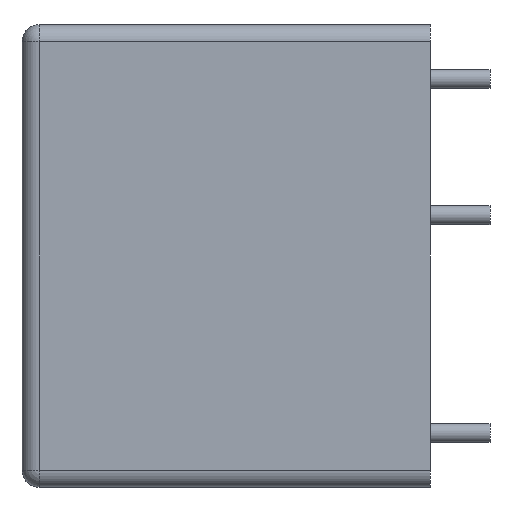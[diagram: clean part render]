
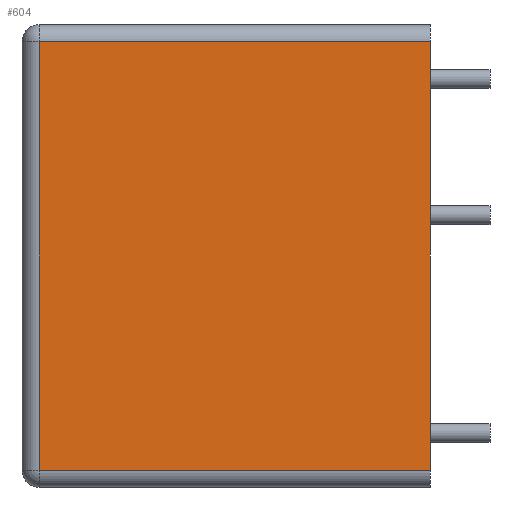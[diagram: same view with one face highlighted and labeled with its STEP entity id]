
A CAD part, left-side view. The second image highlights one B-rep face of the part: STEP entity #604.
In plain terms, the highlighted planar face has unit normal (-1, 0, 0).
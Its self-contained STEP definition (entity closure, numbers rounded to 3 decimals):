
#68 = PLANE ( 'NONE',  #288 ) ;
#85 = CARTESIAN_POINT ( 'NONE',  ( -26.2, 24., 12.6 ) ) ;
#158 = LINE ( 'NONE', #85, #1030 ) ;
#165 = EDGE_CURVE ( 'NONE', #665, #520, #158, .T. ) ;
#226 = DIRECTION ( 'NONE',  ( 0., 0., -1. ) ) ;
#245 = ORIENTED_EDGE ( 'NONE', *, *, #165, .F. ) ;
#288 = AXIS2_PLACEMENT_3D ( 'NONE', #472, #1066, #548 ) ;
#295 = CARTESIAN_POINT ( 'NONE',  ( -26.2, 0., 12.6 ) ) ;
#309 = CARTESIAN_POINT ( 'NONE',  ( -26.2, 0., -12.6 ) ) ;
#340 = CARTESIAN_POINT ( 'NONE',  ( -26.2, 0., -12.6 ) ) ;
#376 = EDGE_CURVE ( 'NONE', #665, #605, #419, .T. ) ;
#400 = CARTESIAN_POINT ( 'NONE',  ( -26.2, 24., -12.6 ) ) ;
#406 = EDGE_CURVE ( 'NONE', #605, #844, #845, .T. ) ;
#419 = LINE ( 'NONE', #646, #1071 ) ;
#472 = CARTESIAN_POINT ( 'NONE',  ( -26.2, 24., -12.6 ) ) ;
#477 = CARTESIAN_POINT ( 'NONE',  ( -26.2, 23., 12.6 ) ) ;
#520 = VERTEX_POINT ( 'NONE', #295 ) ;
#548 = DIRECTION ( 'NONE',  ( 0., 0., -1. ) ) ;
#557 = DIRECTION ( 'NONE',  ( 0., -1., 0. ) ) ;
#603 = VECTOR ( 'NONE', #557, 1000. ) ;
#604 = ADVANCED_FACE ( 'NONE', ( #876 ), #68, .F. ) ;
#605 = VERTEX_POINT ( 'NONE', #903 ) ;
#632 = ORIENTED_EDGE ( 'NONE', *, *, #376, .T. ) ;
#646 = CARTESIAN_POINT ( 'NONE',  ( -26.2, 23., -12.6 ) ) ;
#662 = ORIENTED_EDGE ( 'NONE', *, *, #406, .T. ) ;
#665 = VERTEX_POINT ( 'NONE', #477 ) ;
#667 = EDGE_CURVE ( 'NONE', #844, #520, #878, .T. ) ;
#675 = ORIENTED_EDGE ( 'NONE', *, *, #667, .T. ) ;
#844 = VERTEX_POINT ( 'NONE', #340 ) ;
#845 = LINE ( 'NONE', #400, #603 ) ;
#876 = FACE_OUTER_BOUND ( 'NONE', #1041, .T. ) ;
#878 = LINE ( 'NONE', #309, #1093 ) ;
#903 = CARTESIAN_POINT ( 'NONE',  ( -26.2, 23., -12.6 ) ) ;
#993 = DIRECTION ( 'NONE',  ( 0., 0., 1. ) ) ;
#1030 = VECTOR ( 'NONE', #1081, 1000. ) ;
#1041 = EDGE_LOOP ( 'NONE', ( #245, #632, #662, #675 ) ) ;
#1066 = DIRECTION ( 'NONE',  ( 1., 0., 0. ) ) ;
#1071 = VECTOR ( 'NONE', #226, 1000. ) ;
#1081 = DIRECTION ( 'NONE',  ( 0., -1., 0. ) ) ;
#1093 = VECTOR ( 'NONE', #993, 1000. ) ;
